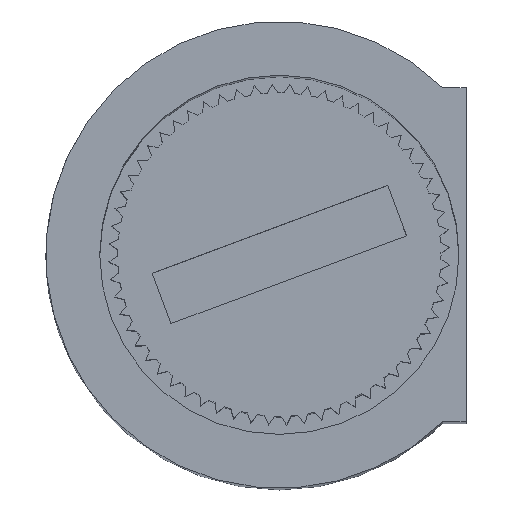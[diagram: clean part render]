
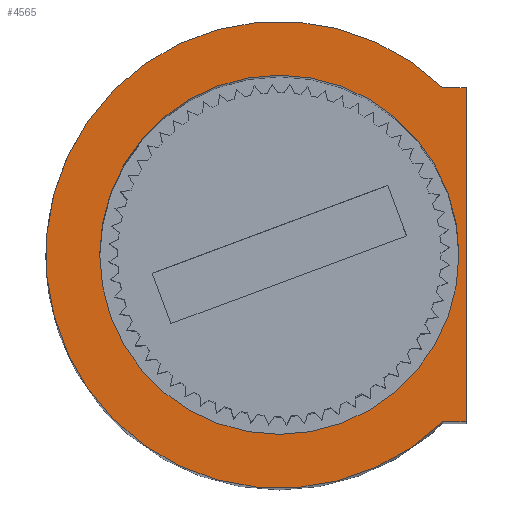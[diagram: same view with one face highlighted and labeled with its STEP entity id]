
A CAD part, top view. The second image highlights one B-rep face of the part: STEP entity #4565.
In plain terms, the highlighted planar face has unit normal (0, 0, 1).
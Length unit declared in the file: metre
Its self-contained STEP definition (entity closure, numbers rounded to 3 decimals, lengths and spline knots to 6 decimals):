
#467=LINE('',#7457,#999);
#468=LINE('',#7461,#1000);
#469=LINE('',#7465,#1001);
#999=VECTOR('',#6129,1.);
#1000=VECTOR('',#6134,1.);
#1001=VECTOR('',#6137,1.);
#2210=ORIENTED_EDGE('',*,*,#2985,.T.);
#2211=ORIENTED_EDGE('',*,*,#2984,.T.);
#2212=ORIENTED_EDGE('',*,*,#2986,.T.);
#2213=ORIENTED_EDGE('',*,*,#2987,.T.);
#2214=ORIENTED_EDGE('',*,*,#2988,.T.);
#2984=EDGE_CURVE('',#3462,#3465,#467,.T.);
#2985=EDGE_CURVE('',#3466,#3466,#3655,.T.);
#2986=EDGE_CURVE('',#3465,#3467,#468,.T.);
#2987=EDGE_CURVE('',#3467,#3468,#3656,.T.);
#2988=EDGE_CURVE('',#3468,#3462,#469,.T.);
#3462=VERTEX_POINT('',#7451);
#3465=VERTEX_POINT('',#7456);
#3466=VERTEX_POINT('',#7460);
#3467=VERTEX_POINT('',#7462);
#3468=VERTEX_POINT('',#7464);
#3655=CIRCLE('',#5007,0.005);
#3656=CIRCLE('',#5008,0.0065);
#3861=EDGE_LOOP('',(#2210));
#3862=EDGE_LOOP('',(#2211,#2212,#2213,#2214));
#4101=FACE_BOUND('',#3861,.T.);
#4102=FACE_BOUND('',#3862,.T.);
#4335=PLANE('',#5006);
#4565=ADVANCED_FACE('',(#4101,#4102),#4335,.T.);
#5006=AXIS2_PLACEMENT_3D('',#7458,#6130,#6131);
#5007=AXIS2_PLACEMENT_3D('',#7459,#6132,#6133);
#5008=AXIS2_PLACEMENT_3D('',#7463,#6135,#6136);
#6129=DIRECTION('',(0.,1.,0.));
#6130=DIRECTION('',(0.,0.,1.));
#6131=DIRECTION('',(1.,0.,0.));
#6132=DIRECTION('',(0.,0.,-1.));
#6133=DIRECTION('',(-1.,0.,0.));
#6134=DIRECTION('',(-1.,0.,0.));
#6135=DIRECTION('',(0.,0.,1.));
#6136=DIRECTION('',(-0.699,0.715,0.));
#6137=DIRECTION('',(1.,0.,0.));
#7451=CARTESIAN_POINT('',(0.0052,-0.00465,0.01405));
#7456=CARTESIAN_POINT('',(0.0052,0.00465,0.01405));
#7457=CARTESIAN_POINT('',(0.0052,-0.00465,0.01405));
#7458=CARTESIAN_POINT('',(0.000326,0.,0.01405));
#7459=CARTESIAN_POINT('',(0.,0.,0.01405));
#7460=CARTESIAN_POINT('',(-0.005,0.,0.01405));
#7461=CARTESIAN_POINT('',(0.0052,0.00465,0.01405));
#7462=CARTESIAN_POINT('',(0.004542,0.00465,0.01405));
#7463=CARTESIAN_POINT('',(0.,0.,0.01405));
#7464=CARTESIAN_POINT('',(0.004542,-0.00465,0.01405));
#7465=CARTESIAN_POINT('',(0.004542,-0.00465,0.01405));
